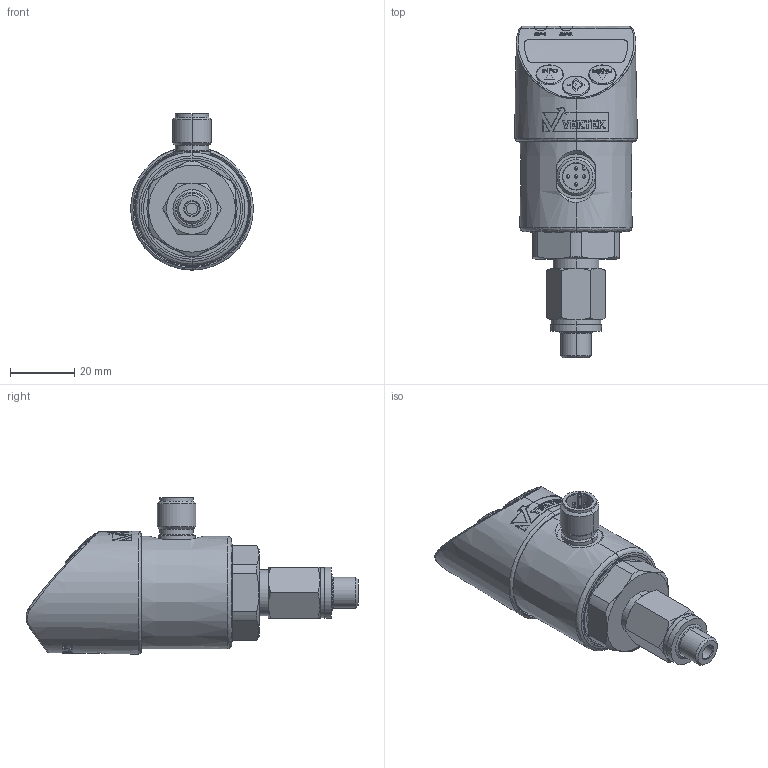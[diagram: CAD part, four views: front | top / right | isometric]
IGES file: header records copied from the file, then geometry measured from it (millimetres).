
Start section:  PTC IGES file: ilcmv47074075.igs
Global section: file name: ilcmv47074075.igs; native system: Creo Parametric by PTC Inc.; preprocessor: 2021164; author: Kroemer; organization: Unknown; date: 20240103.143729; units: millimetre
Bounding box: 38.21 x 103.25 x 48.61 mm (x, y, z)
Surface area: 13656.7 mm2 (no closed solid volume)
Topology: 0 solids, 0 shells, 828 faces, 4448 edges, 4438 vertices
Faces by surface type: bspline 354, extrusion 259, revolution 215
